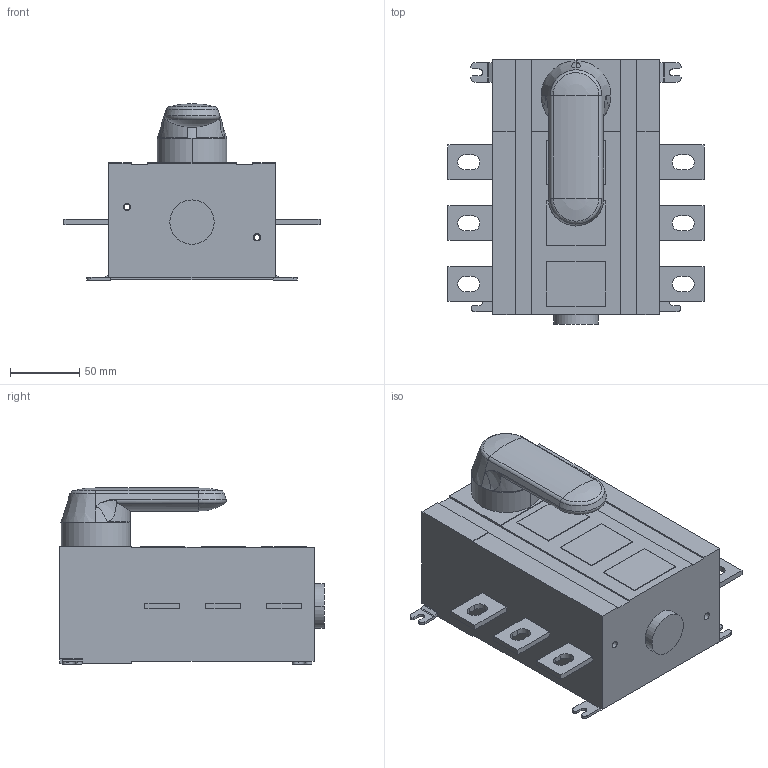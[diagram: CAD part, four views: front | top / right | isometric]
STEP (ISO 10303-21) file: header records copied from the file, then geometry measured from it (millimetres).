
FILE_DESCRIPTION((''),'2;1');
FILE_NAME('OT500E03K_IGS','2018-08-28T',('FIALBJO'),(''),'CREO PARAMETRIC BY PTC INC, 2017480','CREO PARAMETRIC BY PTC INC, 2017480','');
FILE_SCHEMA(('AUTOMOTIVE_DESIGN { 1 0 10303 214 1 1 1 1 }'));
Length unit declared in the file: millimetre
Products named in the file (1): OT500E03K_IGS
Bounding box: 185 x 191 x 127.5 mm (x, y, z)
Volume: 1956132.1 mm3; surface area: 126446.7 mm2
Topology: 1 solids, 1 shells, 253 faces, 676 edges, 440 vertices
Faces by surface type: plane 159, cylinder 74, cone 9, bspline 6, sphere 3, torus 2
Entity records: 11098 total; most frequent: CARTESIAN_POINT 2227, ORIENTED_EDGE 1344, DIRECTION 1273, PRESENTATION_STYLE_ASSIGNMENT 673, STYLED_ITEM 673, CURVE_STYLE 672, EDGE_CURVE 672, VECTOR 477
